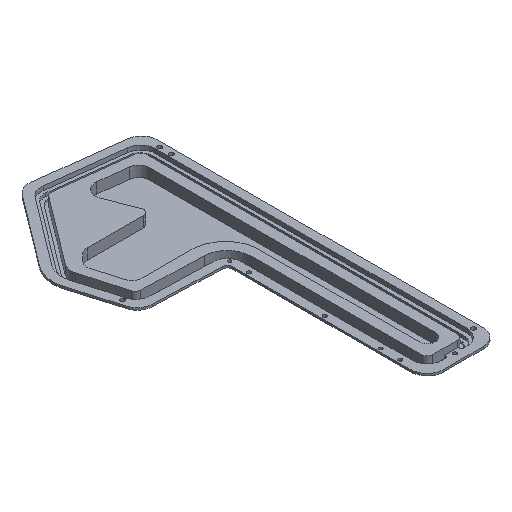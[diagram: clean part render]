
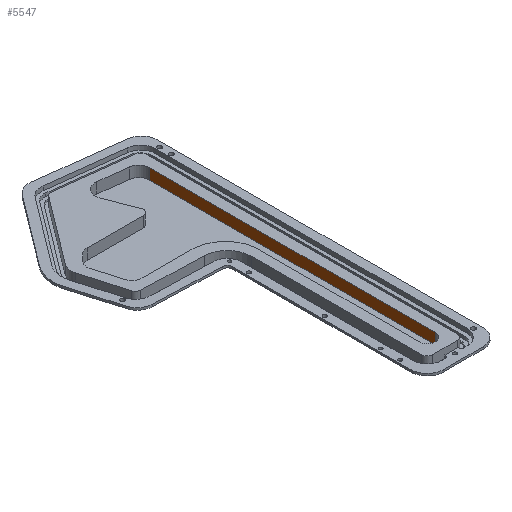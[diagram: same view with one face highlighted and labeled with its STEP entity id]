
A CAD part, isometric view. The second image highlights one B-rep face of the part: STEP entity #5547.
In plain terms, the highlighted planar face has unit normal (-1, 0, 0).
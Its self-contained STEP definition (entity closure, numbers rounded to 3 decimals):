
#113 = EDGE_CURVE ( 'NONE', #6051, #6401, #4763, .T. ) ;
#137 = LINE ( 'NONE', #1037, #298 ) ;
#193 = FACE_OUTER_BOUND ( 'NONE', #4812, .T. ) ;
#238 = EDGE_CURVE ( 'NONE', #1445, #6281, #7064, .T. ) ;
#298 = VECTOR ( 'NONE', #919, 1000. ) ;
#919 = DIRECTION ( 'NONE',  ( 0., 1., 0. ) ) ;
#1037 = CARTESIAN_POINT ( 'NONE',  ( -26., 306.997, 2. ) ) ;
#1253 = CARTESIAN_POINT ( 'NONE',  ( -26., 306.997, 12. ) ) ;
#1336 = DIRECTION ( 'NONE',  ( 0., 1., 0. ) ) ;
#1445 = VERTEX_POINT ( 'NONE', #2771 ) ;
#1498 = ORIENTED_EDGE ( 'NONE', *, *, #4746, .T. ) ;
#2388 = DIRECTION ( 'NONE',  ( 0., 0., 1. ) ) ;
#2490 = CARTESIAN_POINT ( 'NONE',  ( -26., 33.5, 2. ) ) ;
#2511 = ORIENTED_EDGE ( 'NONE', *, *, #5851, .F. ) ;
#2552 = CARTESIAN_POINT ( 'NONE',  ( -26., 298.15, 2. ) ) ;
#2713 = AXIS2_PLACEMENT_3D ( 'NONE', #5180, #5032, #4774 ) ;
#2771 = CARTESIAN_POINT ( 'NONE',  ( -26., 33.5, 2. ) ) ;
#3518 = CARTESIAN_POINT ( 'NONE',  ( -26., 298.15, 2. ) ) ;
#3523 = VECTOR ( 'NONE', #3551, 1000. ) ;
#3551 = DIRECTION ( 'NONE',  ( 0., 0., -1. ) ) ;
#4071 = ORIENTED_EDGE ( 'NONE', *, *, #238, .T. ) ;
#4303 = LINE ( 'NONE', #1253, #7103 ) ;
#4664 = CARTESIAN_POINT ( 'NONE',  ( -26., 33.5, 12. ) ) ;
#4746 = EDGE_CURVE ( 'NONE', #6281, #6051, #4303, .T. ) ;
#4763 = LINE ( 'NONE', #3518, #3523 ) ;
#4774 = DIRECTION ( 'NONE',  ( 0., 1., 0. ) ) ;
#4812 = EDGE_LOOP ( 'NONE', ( #1498, #6019, #2511, #4071 ) ) ;
#5032 = DIRECTION ( 'NONE',  ( 1., 0., 0. ) ) ;
#5066 = PLANE ( 'NONE',  #2713 ) ;
#5180 = CARTESIAN_POINT ( 'NONE',  ( -26., 306.997, 2. ) ) ;
#5421 = CARTESIAN_POINT ( 'NONE',  ( -26., 298.15, 12. ) ) ;
#5547 = ADVANCED_FACE ( 'NONE', ( #193 ), #5066, .F. ) ;
#5851 = EDGE_CURVE ( 'NONE', #1445, #6401, #137, .T. ) ;
#6019 = ORIENTED_EDGE ( 'NONE', *, *, #113, .T. ) ;
#6051 = VERTEX_POINT ( 'NONE', #5421 ) ;
#6281 = VERTEX_POINT ( 'NONE', #4664 ) ;
#6401 = VERTEX_POINT ( 'NONE', #2552 ) ;
#6634 = VECTOR ( 'NONE', #2388, 1000. ) ;
#7064 = LINE ( 'NONE', #2490, #6634 ) ;
#7103 = VECTOR ( 'NONE', #1336, 1000. ) ;
